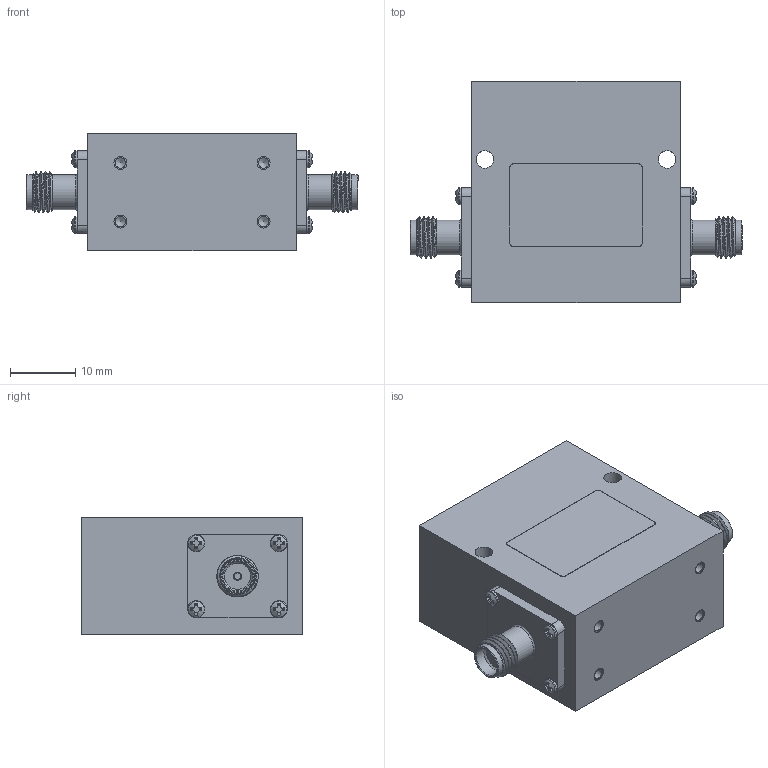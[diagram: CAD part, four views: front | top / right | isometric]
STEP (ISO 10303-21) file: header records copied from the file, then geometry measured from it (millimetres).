
FILE_DESCRIPTION (( 'STEP AP203' ), '1' );
FILE_NAME ('PE83IR004_3D.step', '2022-02-14T20:40:49', ( '' ), ( '' ), 'SwSTEP 2.0', 'SolidWorks 2021', '' );
FILE_SCHEMA (( 'CONFIG_CONTROL_DESIGN' ));
Length unit declared in the file: inch
Products named in the file (1): PE83IR004_3D
Bounding box: 51.05 x 34 x 18.08 mm (x, y, z)
Volume: 20291.8 mm3; surface area: 6436.1 mm2
Topology: 3 solids, 3 shells, 313 faces, 798 edges, 524 vertices
Faces by surface type: plane 191, cylinder 52, cone 46, bspline 22, torus 2
Full cylindrical faces by diameter (mm): 1.016 x2, 1.092 x8, 1.27 x2, 1.6 x4, 2 x4, 2.591 x8, 2.692 x2, 4.521 x2, 5.08 x2, 5.334 x4
Entity records: 12449 total; most frequent: CARTESIAN_POINT 5626, ORIENTED_EDGE 1432, DIRECTION 1204, EDGE_CURVE 716, VERTEX_POINT 500, AXIS2_PLACEMENT_3D 456, EDGE_LOOP 412, FACE_OUTER_BOUND 361
